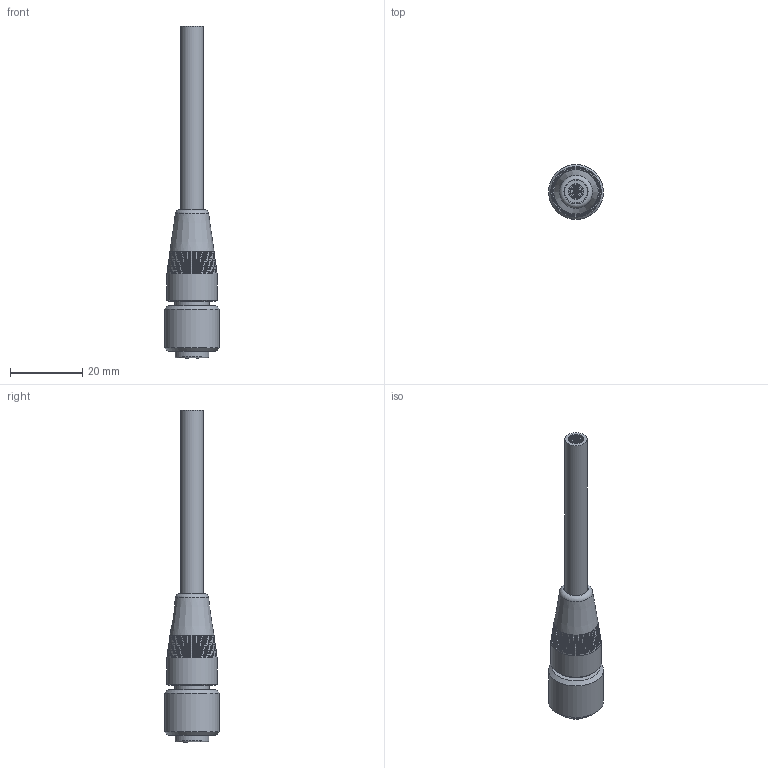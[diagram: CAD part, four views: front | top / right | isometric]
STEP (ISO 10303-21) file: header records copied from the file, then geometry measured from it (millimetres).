
FILE_DESCRIPTION(/* description */ (''),/* implementation_level */ '2;1');
FILE_NAME(/* name */ 'J2A.stp',/* time_stamp */ '2017-05-03T18:12:45-04:00',/* author */ ('aneininger'),/* organization */ ('CONNECTION TECHNOLOGY CENTER'),/* preprocessor_version */ 'ST-DEVELOPER v16.5',/* originating_system */ 'Autodesk Inventor 2017',/* authorisation */ '');
FILE_SCHEMA (('AUTOMOTIVE_DESIGN { 1 0 10303 214 3 1 1 }'));
Length unit declared in the file: inch
Products named in the file (1): Part40
Bounding box: 15.23 x 15.23 x 92 mm (x, y, z)
Volume: 6658.1 mm3; surface area: 4070 mm2
Topology: 1 solids, 1 shells, 260 faces, 469 edges, 313 vertices
Faces by surface type: plane 132, cylinder 90, cone 20, bspline 15, torus 3
Full cylindrical faces by diameter (mm): 0.127 x19, 0.203 x38, 1.143 x2, 3.353 x1, 3.988 x1, 4.115 x1, 4.142 x1, 4.267 x1, 6.223 x1, 9.423 x1, 9.677 x1, 11.684 x1, 11.709 x1, 11.974 x1, 12.119 x1, 12.265 x1, 12.41 x1, 12.555 x1, 12.7 x2, 12.845 x1, 12.99 x1, 13.135 x1, 13.281 x1, 13.426 x1, 13.571 x1, 13.97 x1, 15.24 x1
Entity records: 6252 total; most frequent: CARTESIAN_POINT 1143, DIRECTION 1032, ORIENTED_EDGE 698, EDGE_LOOP 470, AXIS2_PLACEMENT_3D 470, EDGE_CURVE 345, VERTEX_POINT 295, STYLED_ITEM 261
